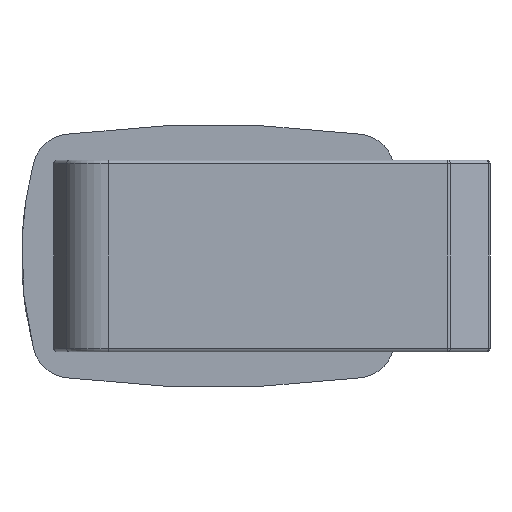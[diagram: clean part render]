
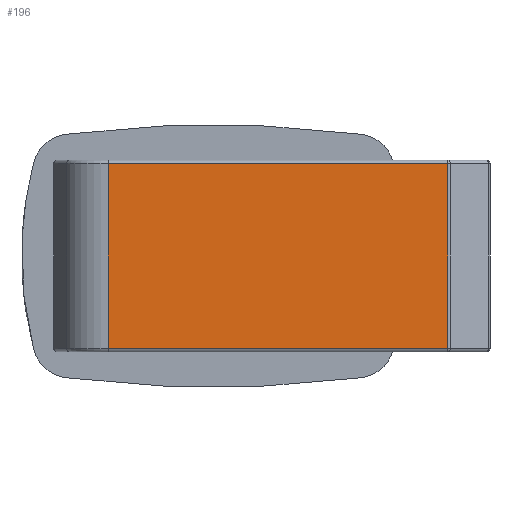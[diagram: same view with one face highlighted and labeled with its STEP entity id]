
A CAD part, front view. The second image highlights one B-rep face of the part: STEP entity #196.
In plain terms, the highlighted planar face has unit normal (0, -1, 0).
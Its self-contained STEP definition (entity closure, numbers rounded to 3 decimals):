
#196=ADVANCED_FACE('',(#477),#478,.T.);
#477=FACE_OUTER_BOUND('',#1932,.T.);
#478=PLANE('',#1933);
#1932=EDGE_LOOP('',(#3887,#3888,#3889,#3890));
#1933=AXIS2_PLACEMENT_3D('',#3891,#3892,#3893);
#3887=ORIENTED_EDGE('',*,*,#4356,.T.);
#3888=ORIENTED_EDGE('',*,*,#4321,.T.);
#3889=ORIENTED_EDGE('',*,*,#4383,.T.);
#3890=ORIENTED_EDGE('',*,*,#4396,.T.);
#3891=CARTESIAN_POINT('',(-25.619,-12.6,-12.5));
#3892=DIRECTION('',(0.0,-1.0,0.0));
#3893=DIRECTION('',(-1.0,0.0,0.0));
#4321=EDGE_CURVE('',#4811,#4815,#4817,.T.);
#4356=EDGE_CURVE('',#4870,#4811,#4871,.T.);
#4383=EDGE_CURVE('',#4815,#4908,#4913,.F.);
#4396=EDGE_CURVE('',#4908,#4870,#4926,.F.);
#4811=VERTEX_POINT('',#7027);
#4815=VERTEX_POINT('',#7031);
#4817=LINE('',#7033,#7034);
#4870=VERTEX_POINT('',#7107);
#4871=LINE('',#7108,#7109);
#4908=VERTEX_POINT('',#7156);
#4913=LINE('',#7161,#7162);
#4926=LINE('',#7179,#7180);
#7027=CARTESIAN_POINT('',(22.436,-12.6,-12.0));
#7031=CARTESIAN_POINT('',(22.436,-12.6,12.0));
#7033=CARTESIAN_POINT('',(22.436,-12.6,-12.5));
#7034=VECTOR('',#7736,1.0);
#7107=CARTESIAN_POINT('',(-21.797,-12.6,-12.0));
#7108=CARTESIAN_POINT('',(-25.619,-12.6,-12.0));
#7109=VECTOR('',#7799,1.0);
#7156=CARTESIAN_POINT('',(-21.797,-12.6,12.0));
#7161=CARTESIAN_POINT('',(-21.797,-12.6,12.0));
#7162=VECTOR('',#7858,1.0);
#7179=CARTESIAN_POINT('',(-21.797,-12.6,-12.5));
#7180=VECTOR('',#7887,1.0);
#7736=DIRECTION('',(0.0,0.0,1.0));
#7799=DIRECTION('',(1.0,0.0,0.0));
#7858=DIRECTION('',(1.0,0.0,0.0));
#7887=DIRECTION('',(0.0,0.0,1.0));
